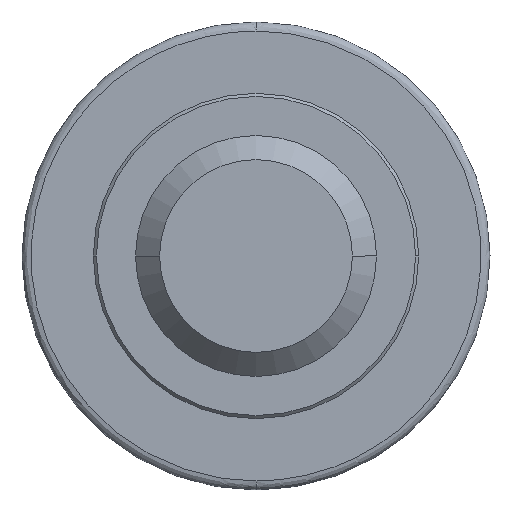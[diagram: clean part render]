
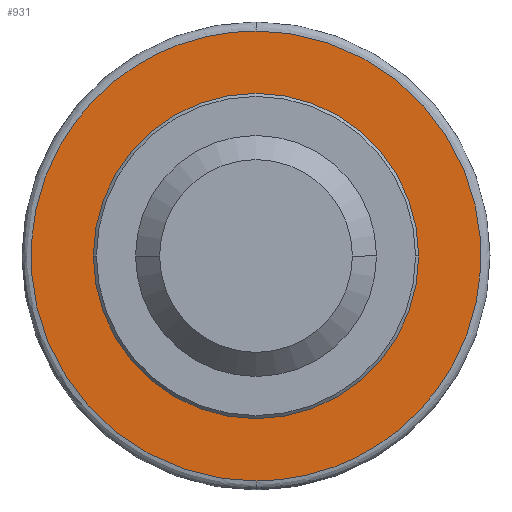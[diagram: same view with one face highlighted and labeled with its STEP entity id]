
A CAD part, left-side view. The second image highlights one B-rep face of the part: STEP entity #931.
In plain terms, the highlighted planar face has unit normal (-1, 0, 0).
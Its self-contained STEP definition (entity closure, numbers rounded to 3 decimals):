
#17 = EDGE_CURVE ( 'NONE', #480, #481, #489, .T. ) ;
#36 = EDGE_CURVE ( 'NONE', #945, #946, #351, .T. ) ;
#52 = EDGE_CURVE ( 'NONE', #481, #480, #490, .T. ) ;
#73 = EDGE_CURVE ( 'NONE', #946, #945, #400, .T. ) ;
#92 = AXIS2_PLACEMENT_3D ( 'NONE', #567, #569, #570 ) ;
#112 = AXIS2_PLACEMENT_3D ( 'NONE', #660, #667, #668 ) ;
#142 = AXIS2_PLACEMENT_3D ( 'NONE', #830, #832, #833 ) ;
#224 = EDGE_LOOP ( 'NONE', ( #301, #302 ) ) ;
#239 = EDGE_LOOP ( 'NONE', ( #299, #300 ) ) ;
#299 = ORIENTED_EDGE ( 'NONE', *, *, #73, .T. ) ;
#300 = ORIENTED_EDGE ( 'NONE', *, *, #36, .T. ) ;
#301 = ORIENTED_EDGE ( 'NONE', *, *, #52, .F. ) ;
#302 = ORIENTED_EDGE ( 'NONE', *, *, #17, .F. ) ;
#351 = CIRCLE ( 'NONE', #92, 26.5 ) ;
#400 = CIRCLE ( 'NONE', #112, 26.5 ) ;
#454 = FACE_BOUND ( 'NONE', #239, .T. ) ;
#456 = FACE_OUTER_BOUND ( 'NONE', #224, .T. ) ;
#480 = VERTEX_POINT ( 'NONE', #700 ) ;
#481 = VERTEX_POINT ( 'NONE', #701 ) ;
#489 =( BOUNDED_CURVE ( )  B_SPLINE_CURVE ( 3, ( #502, #517, #518, #519 ),
 .UNSPECIFIED., .F., .F. ) 
 B_SPLINE_CURVE_WITH_KNOTS ( ( 4, 4 ),
 ( 0.75, 1.25 ),
 .UNSPECIFIED. ) 
 CURVE ( )  GEOMETRIC_REPRESENTATION_ITEM ( )  RATIONAL_B_SPLINE_CURVE ( ( 1., 0.333, 0.333, 1. ) ) 
 REPRESENTATION_ITEM ( '' )  );
#490 =( BOUNDED_CURVE ( )  B_SPLINE_CURVE ( 3, ( #605, #607, #608, #609 ),
 .UNSPECIFIED., .F., .T. ) 
 B_SPLINE_CURVE_WITH_KNOTS ( ( 4, 4 ),
 ( 0.25, 0.75 ),
 .UNSPECIFIED. ) 
 CURVE ( )  GEOMETRIC_REPRESENTATION_ITEM ( )  RATIONAL_B_SPLINE_CURVE ( ( 1., 0.333, 0.333, 1. ) ) 
 REPRESENTATION_ITEM ( '' )  );
#502 = CARTESIAN_POINT ( 'NONE',  ( 9.2, 0., 37.35 ) ) ;
#517 = CARTESIAN_POINT ( 'NONE',  ( 9.2, -74.7, 37.35 ) ) ;
#518 = CARTESIAN_POINT ( 'NONE',  ( 9.2, -74.7, -37.35 ) ) ;
#519 = CARTESIAN_POINT ( 'NONE',  ( 9.2, 0., -37.35 ) ) ;
#567 = CARTESIAN_POINT ( 'NONE',  ( 9.2, 0., 0. ) ) ;
#569 = DIRECTION ( 'NONE',  ( 1., 0., 0. ) ) ;
#570 = DIRECTION ( 'NONE',  ( 0., -1., 0. ) ) ;
#605 = CARTESIAN_POINT ( 'NONE',  ( 9.2, 0., -37.35 ) ) ;
#607 = CARTESIAN_POINT ( 'NONE',  ( 9.2, 74.7, -37.35 ) ) ;
#608 = CARTESIAN_POINT ( 'NONE',  ( 9.2, 74.7, 37.35 ) ) ;
#609 = CARTESIAN_POINT ( 'NONE',  ( 9.2, 0., 37.35 ) ) ;
#660 = CARTESIAN_POINT ( 'NONE',  ( 9.2, 0., 0. ) ) ;
#667 = DIRECTION ( 'NONE',  ( 1., 0., 0. ) ) ;
#668 = DIRECTION ( 'NONE',  ( 0., -1., 0. ) ) ;
#700 = CARTESIAN_POINT ( 'NONE',  ( 9.2, 0., 37.35 ) ) ;
#701 = CARTESIAN_POINT ( 'NONE',  ( 9.2, 0., -37.35 ) ) ;
#830 = CARTESIAN_POINT ( 'NONE',  ( 9.2, -31.925, 0. ) ) ;
#831 = PLANE ( 'NONE',  #142 ) ;
#832 = DIRECTION ( 'NONE',  ( -1., 0., 0. ) ) ;
#833 = DIRECTION ( 'NONE',  ( 0., 0., 1. ) ) ;
#877 = CARTESIAN_POINT ( 'NONE',  ( 9.2, -26.5, 0. ) ) ;
#886 = CARTESIAN_POINT ( 'NONE',  ( 9.2, 26.5, 0. ) ) ;
#931 = ADVANCED_FACE ( 'NONE', ( #454, #456 ), #831, .T. ) ;
#945 = VERTEX_POINT ( 'NONE', #886 ) ;
#946 = VERTEX_POINT ( 'NONE', #877 ) ;
